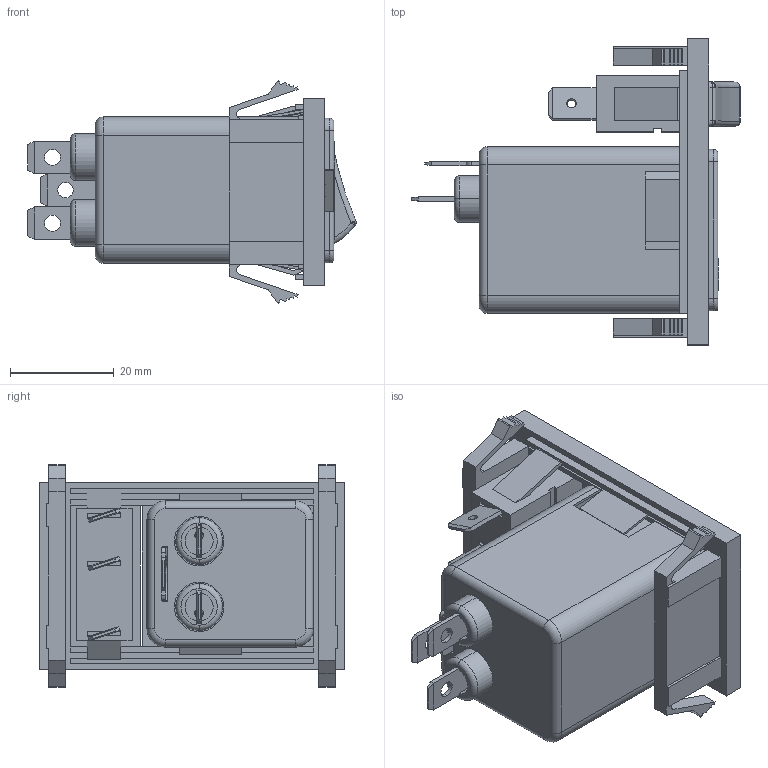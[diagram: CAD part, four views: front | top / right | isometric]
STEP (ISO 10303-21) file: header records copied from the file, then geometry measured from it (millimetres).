
FILE_DESCRIPTION (( 'STEP AP214' ), '1' );
FILE_NAME ('ACM-C4-NXQ6ER1LF-LC_3D.step', '2023-10-17T07:20:05', ( '' ), ( '' ), 'SwSTEP 2.0', 'SolidWorks 2022', '' );
FILE_SCHEMA (( 'AUTOMOTIVE_DESIGN' ));
Length unit declared in the file: millimetre
Products named in the file (1): ACM-C4-NXQ6ER1LF-LC_3D
Bounding box: 63.31 x 58.98 x 42.83 mm (x, y, z)
Volume: 28268.6 mm3; surface area: 40425.2 mm2
Topology: 43 solids, 43 shells, 2465 faces, 6525 edges, 4166 vertices
Faces by surface type: plane 1742, cylinder 464, torus 220, bspline 23, sphere 12, cone 4
Entity records: 78842 total; most frequent: CARTESIAN_POINT 16386, ORIENTED_EDGE 13050, DIRECTION 12545, EDGE_CURVE 6525, LINE 5253, VECTOR 5253, VERTEX_POINT 4166, AXIS2_PLACEMENT_3D 3646
